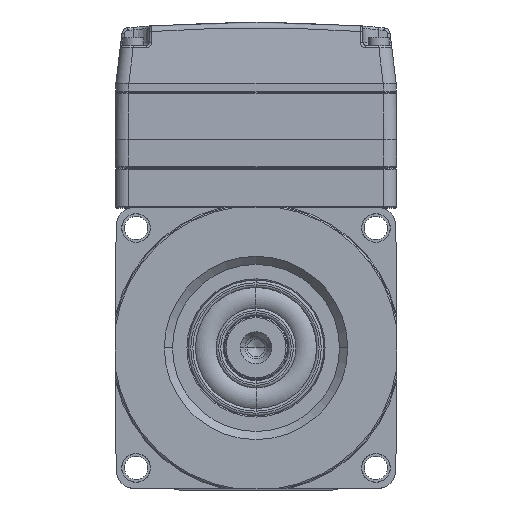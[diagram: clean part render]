
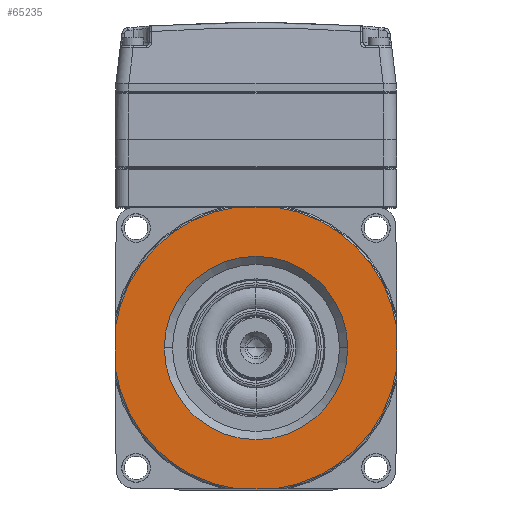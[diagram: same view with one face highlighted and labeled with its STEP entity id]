
A CAD part, top view. The second image highlights one B-rep face of the part: STEP entity #65235.
In plain terms, the highlighted planar face has unit normal (0, 0, 1).
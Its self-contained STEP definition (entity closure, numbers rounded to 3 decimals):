
#1407=DIRECTION('',(-1.,0.,0.));
#1408=VECTOR('',#1407,14.731);
#1409=CARTESIAN_POINT('',(7.365,-54.,3.));
#1410=LINE('',#1409,#1408);
#1734=DIRECTION('',(-0.009,-1.,0.));
#1735=VECTOR('',#1734,7.852);
#1736=CARTESIAN_POINT('',(54.,0.,3.));
#1737=LINE('',#1736,#1735);
#1840=DIRECTION('',(0.009,-1.,0.));
#1841=VECTOR('',#1840,7.852);
#1842=CARTESIAN_POINT('',(53.931,7.851,3.));
#1843=LINE('',#1842,#1841);
#1855=CARTESIAN_POINT('',(0.,0.,3.));
#1856=DIRECTION('',(0.,0.,-1.));
#1857=DIRECTION('',(-0.135,-0.991,0.));
#1858=AXIS2_PLACEMENT_3D('',#1855,#1856,#1857);
#1860=DIRECTION('',(-0.009,1.,0.));
#1861=VECTOR('',#1860,7.852);
#1862=CARTESIAN_POINT('',(-53.931,-7.851,3.));
#1863=LINE('',#1862,#1861);
#1864=CARTESIAN_POINT('',(0.,0.,3.));
#1865=DIRECTION('',(0.,0.,-1.));
#1866=DIRECTION('',(-0.99,0.144,0.));
#1867=AXIS2_PLACEMENT_3D('',#1864,#1865,#1866);
#1869=CARTESIAN_POINT('',(0.,0.,3.));
#1870=DIRECTION('',(0.,0.,-1.));
#1871=DIRECTION('',(0.135,0.991,0.));
#1872=AXIS2_PLACEMENT_3D('',#1869,#1870,#1871);
#1874=CARTESIAN_POINT('',(0.,0.,3.));
#1875=DIRECTION('',(0.,0.,-1.));
#1876=DIRECTION('',(0.99,-0.144,0.));
#1877=AXIS2_PLACEMENT_3D('',#1874,#1875,#1876);
#1879=CARTESIAN_POINT('',(0.,0.,3.));
#1880=DIRECTION('',(0.,0.,1.));
#1881=DIRECTION('',(-1.,0.,0.));
#1882=AXIS2_PLACEMENT_3D('',#1879,#1880,#1881);
#1884=CARTESIAN_POINT('',(0.,0.,3.));
#1885=DIRECTION('',(0.,0.,1.));
#1886=DIRECTION('',(1.,0.,0.));
#1887=AXIS2_PLACEMENT_3D('',#1884,#1885,#1886);
#2695=DIRECTION('',(1.,0.,0.));
#2696=VECTOR('',#2695,14.731);
#2697=CARTESIAN_POINT('',(-7.365,54.,3.));
#2698=LINE('',#2697,#2696);
#47687=DIRECTION('',(0.009,1.,0.));
#47688=VECTOR('',#47687,7.852);
#47689=CARTESIAN_POINT('',(-54.,0.,3.));
#47690=LINE('',#47689,#47688);
#51918=CARTESIAN_POINT('',(-54.,0.,3.));
#51919=VERTEX_POINT('',#51918);
#51920=CARTESIAN_POINT('',(-53.931,-7.851,3.));
#51921=VERTEX_POINT('',#51920);
#51928=CARTESIAN_POINT('',(7.365,-54.,3.));
#51929=CARTESIAN_POINT('',(-7.366,-54.,3.));
#51930=VERTEX_POINT('',#51928);
#51931=VERTEX_POINT('',#51929);
#51932=CARTESIAN_POINT('',(53.931,-7.851,3.));
#51933=VERTEX_POINT('',#51932);
#51934=CARTESIAN_POINT('',(54.,0.,3.));
#51935=VERTEX_POINT('',#51934);
#51936=CARTESIAN_POINT('',(53.931,7.851,3.));
#51937=VERTEX_POINT('',#51936);
#51938=CARTESIAN_POINT('',(7.365,54.,3.));
#51939=VERTEX_POINT('',#51938);
#51940=CARTESIAN_POINT('',(-7.365,54.,3.));
#51941=VERTEX_POINT('',#51940);
#51942=CARTESIAN_POINT('',(-53.931,7.851,3.));
#51943=VERTEX_POINT('',#51942);
#51944=CARTESIAN_POINT('',(-35.13,0.,3.));
#51945=CARTESIAN_POINT('',(35.13,0.,3.));
#51946=VERTEX_POINT('',#51944);
#51947=VERTEX_POINT('',#51945);
#65205=CARTESIAN_POINT('',(0.,0.,3.));
#65206=DIRECTION('',(0.,0.,1.));
#65207=DIRECTION('',(0.,-1.,0.));
#65208=AXIS2_PLACEMENT_3D('',#65205,#65206,#65207);
#65209=PLANE('',#65208);
#65210=ORIENTED_EDGE('',*,*,#64669,.T.);
#65212=ORIENTED_EDGE('',*,*,#65211,.T.);
#65214=ORIENTED_EDGE('',*,*,#65213,.T.);
#65216=ORIENTED_EDGE('',*,*,#65215,.T.);
#65218=ORIENTED_EDGE('',*,*,#65217,.T.);
#65220=ORIENTED_EDGE('',*,*,#65219,.T.);
#65222=ORIENTED_EDGE('',*,*,#65221,.T.);
#65223=ORIENTED_EDGE('',*,*,#65184,.T.);
#65224=ORIENTED_EDGE('',*,*,#65091,.T.);
#65226=ORIENTED_EDGE('',*,*,#65225,.T.);
#65227=EDGE_LOOP('',(#65210,#65212,#65214,#65216,#65218,#65220,#65222,#65223,
#65224,#65226));
#65228=FACE_OUTER_BOUND('',#65227,.F.);
#65230=ORIENTED_EDGE('',*,*,#65229,.T.);
#65232=ORIENTED_EDGE('',*,*,#65231,.T.);
#65233=EDGE_LOOP('',(#65230,#65232));
#65234=FACE_BOUND('',#65233,.F.);
#65235=ADVANCED_FACE('',(#65228,#65234),#65209,.T.);
#1859=CIRCLE('',#1858,54.5);
#1868=CIRCLE('',#1867,54.5);
#1873=CIRCLE('',#1872,54.5);
#1878=CIRCLE('',#1877,54.5);
#1883=CIRCLE('',#1882,35.13);
#1888=CIRCLE('',#1887,35.13);
#64669=EDGE_CURVE('',#51930,#51931,#1410,.T.);
#65091=EDGE_CURVE('',#51935,#51933,#1737,.T.);
#65184=EDGE_CURVE('',#51937,#51935,#1843,.T.);
#65211=EDGE_CURVE('',#51931,#51921,#1859,.T.);
#65213=EDGE_CURVE('',#51921,#51919,#1863,.T.);
#65215=EDGE_CURVE('',#51919,#51943,#47690,.T.);
#65217=EDGE_CURVE('',#51943,#51941,#1868,.T.);
#65219=EDGE_CURVE('',#51941,#51939,#2698,.T.);
#65221=EDGE_CURVE('',#51939,#51937,#1873,.T.);
#65225=EDGE_CURVE('',#51933,#51930,#1878,.T.);
#65229=EDGE_CURVE('',#51946,#51947,#1883,.T.);
#65231=EDGE_CURVE('',#51947,#51946,#1888,.T.);
